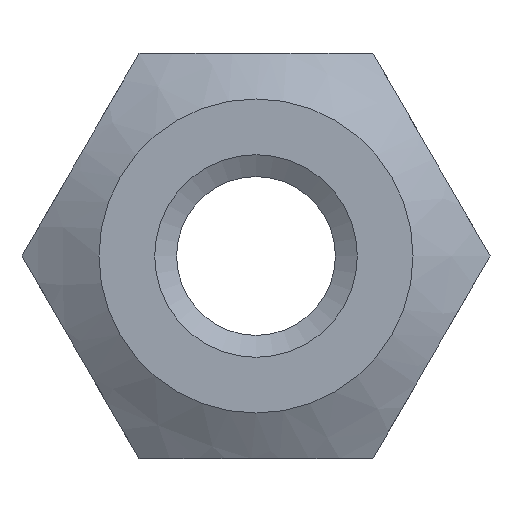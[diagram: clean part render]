
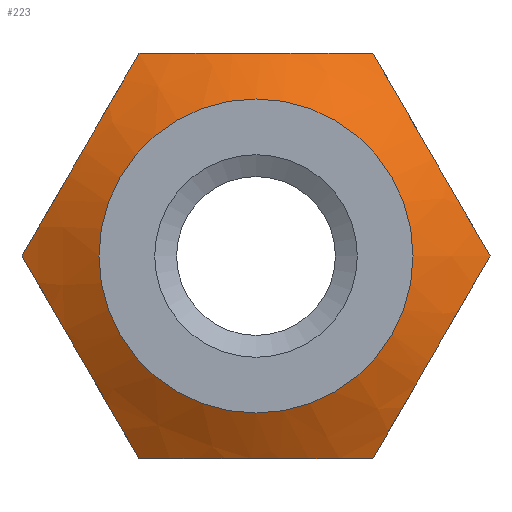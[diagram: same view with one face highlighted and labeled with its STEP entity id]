
A CAD part, left-side view. The second image highlights one B-rep face of the part: STEP entity #223.
In plain terms, the highlighted conical face has half-angle 60 degrees and reference radius 1.93 mm.
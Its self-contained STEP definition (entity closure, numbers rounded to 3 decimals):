
#15=(
BOUNDED_CURVE()
B_SPLINE_CURVE(2,(#360,#361,#362),.UNSPECIFIED.,.F.,.F.)
B_SPLINE_CURVE_WITH_KNOTS((3,3),(0.,0.234),.UNSPECIFIED.)
CURVE()
GEOMETRIC_REPRESENTATION_ITEM()
RATIONAL_B_SPLINE_CURVE((1.,1.155,1.))
REPRESENTATION_ITEM('')
);
#16=(
BOUNDED_CURVE()
B_SPLINE_CURVE(2,(#364,#365,#366),.UNSPECIFIED.,.F.,.F.)
B_SPLINE_CURVE_WITH_KNOTS((3,3),(0.,0.234),.UNSPECIFIED.)
CURVE()
GEOMETRIC_REPRESENTATION_ITEM()
RATIONAL_B_SPLINE_CURVE((1.,1.155,1.))
REPRESENTATION_ITEM('')
);
#17=(
BOUNDED_CURVE()
B_SPLINE_CURVE(2,(#368,#369,#370),.UNSPECIFIED.,.F.,.F.)
B_SPLINE_CURVE_WITH_KNOTS((3,3),(0.,0.234),.UNSPECIFIED.)
CURVE()
GEOMETRIC_REPRESENTATION_ITEM()
RATIONAL_B_SPLINE_CURVE((1.,1.155,1.))
REPRESENTATION_ITEM('')
);
#18=(
BOUNDED_CURVE()
B_SPLINE_CURVE(2,(#372,#373,#374),.UNSPECIFIED.,.F.,.F.)
B_SPLINE_CURVE_WITH_KNOTS((3,3),(0.,0.234),.UNSPECIFIED.)
CURVE()
GEOMETRIC_REPRESENTATION_ITEM()
RATIONAL_B_SPLINE_CURVE((1.,1.155,1.))
REPRESENTATION_ITEM('')
);
#19=(
BOUNDED_CURVE()
B_SPLINE_CURVE(2,(#376,#377,#378),.UNSPECIFIED.,.F.,.F.)
B_SPLINE_CURVE_WITH_KNOTS((3,3),(0.,0.234),.UNSPECIFIED.)
CURVE()
GEOMETRIC_REPRESENTATION_ITEM()
RATIONAL_B_SPLINE_CURVE((1.,1.155,1.))
REPRESENTATION_ITEM('')
);
#20=(
BOUNDED_CURVE()
B_SPLINE_CURVE(2,(#380,#381,#382),.UNSPECIFIED.,.F.,.F.)
B_SPLINE_CURVE_WITH_KNOTS((3,3),(0.,0.234),.UNSPECIFIED.)
CURVE()
GEOMETRIC_REPRESENTATION_ITEM()
RATIONAL_B_SPLINE_CURVE((1.,1.155,1.))
REPRESENTATION_ITEM('')
);
#43=FACE_OUTER_BOUND('',#58,.T.);
#58=EDGE_LOOP('',(#170,#171,#172,#173,#174,#175,#176,#177,#178,#179));
#69=LINE('',#379,#80);
#80=VECTOR('',#308,1.93);
#92=CIRCLE('',#258,1.55);
#93=CIRCLE('',#259,1.55);
#101=VERTEX_POINT('',#344);
#102=VERTEX_POINT('',#345);
#106=VERTEX_POINT('',#358);
#107=VERTEX_POINT('',#359);
#108=VERTEX_POINT('',#363);
#109=VERTEX_POINT('',#367);
#110=VERTEX_POINT('',#371);
#111=VERTEX_POINT('',#375);
#124=EDGE_CURVE('',#101,#102,#92,.T.);
#125=EDGE_CURVE('',#102,#101,#93,.T.);
#130=EDGE_CURVE('',#106,#107,#15,.T.);
#131=EDGE_CURVE('',#108,#106,#16,.T.);
#132=EDGE_CURVE('',#109,#108,#17,.T.);
#133=EDGE_CURVE('',#110,#109,#18,.T.);
#134=EDGE_CURVE('',#111,#110,#19,.T.);
#135=EDGE_CURVE('',#111,#102,#69,.T.);
#136=EDGE_CURVE('',#107,#111,#20,.T.);
#170=ORIENTED_EDGE('',*,*,#130,.F.);
#171=ORIENTED_EDGE('',*,*,#131,.F.);
#172=ORIENTED_EDGE('',*,*,#132,.F.);
#173=ORIENTED_EDGE('',*,*,#133,.F.);
#174=ORIENTED_EDGE('',*,*,#134,.F.);
#175=ORIENTED_EDGE('',*,*,#135,.T.);
#176=ORIENTED_EDGE('',*,*,#124,.F.);
#177=ORIENTED_EDGE('',*,*,#125,.F.);
#178=ORIENTED_EDGE('',*,*,#135,.F.);
#179=ORIENTED_EDGE('',*,*,#136,.F.);
#216=CONICAL_SURFACE('',#265,1.93,1.047);
#223=ADVANCED_FACE('',(#43),#216,.T.);
#258=AXIS2_PLACEMENT_3D('',#346,#291,#292);
#259=AXIS2_PLACEMENT_3D('',#347,#293,#294);
#265=AXIS2_PLACEMENT_3D('',#357,#306,#307);
#291=DIRECTION('center_axis',(-1.,0.,0.));
#292=DIRECTION('ref_axis',(0.,1.,0.));
#293=DIRECTION('center_axis',(-1.,0.,0.));
#294=DIRECTION('ref_axis',(0.,1.,0.));
#306=DIRECTION('center_axis',(1.,0.,0.));
#307=DIRECTION('ref_axis',(0.,1.,0.));
#308=DIRECTION('',(-0.5,0.866,0.));
#344=CARTESIAN_POINT('',(0.,1.55,0.));
#345=CARTESIAN_POINT('',(0.,-1.55,0.));
#346=CARTESIAN_POINT('Origin',(0.,0.,0.));
#347=CARTESIAN_POINT('Origin',(0.,0.,0.));
#357=CARTESIAN_POINT('Origin',(0.219,0.,0.));
#358=CARTESIAN_POINT('',(0.438,1.155,2.));
#359=CARTESIAN_POINT('',(0.438,-1.155,2.));
#360=CARTESIAN_POINT('Ctrl Pts',(0.438,1.155,2.));
#361=CARTESIAN_POINT('Ctrl Pts',(0.105,0.,2.));
#362=CARTESIAN_POINT('Ctrl Pts',(0.438,-1.155,2.));
#363=CARTESIAN_POINT('',(0.438,2.309,0.));
#364=CARTESIAN_POINT('Ctrl Pts',(0.438,2.309,0.));
#365=CARTESIAN_POINT('Ctrl Pts',(0.105,1.732,1.));
#366=CARTESIAN_POINT('Ctrl Pts',(0.438,1.155,2.));
#367=CARTESIAN_POINT('',(0.438,1.155,-2.));
#368=CARTESIAN_POINT('Ctrl Pts',(0.438,1.155,-2.));
#369=CARTESIAN_POINT('Ctrl Pts',(0.105,1.732,-1.));
#370=CARTESIAN_POINT('Ctrl Pts',(0.438,2.309,0.));
#371=CARTESIAN_POINT('',(0.438,-1.155,-2.));
#372=CARTESIAN_POINT('Ctrl Pts',(0.438,-1.155,-2.));
#373=CARTESIAN_POINT('Ctrl Pts',(0.105,0.,
-2.));
#374=CARTESIAN_POINT('Ctrl Pts',(0.438,1.155,-2.));
#375=CARTESIAN_POINT('',(0.438,-2.309,0.));
#376=CARTESIAN_POINT('Ctrl Pts',(0.438,-2.309,0.));
#377=CARTESIAN_POINT('Ctrl Pts',(0.105,-1.732,-1.));
#378=CARTESIAN_POINT('Ctrl Pts',(0.438,-1.155,-2.));
#379=CARTESIAN_POINT('',(0.219,-1.93,0.));
#380=CARTESIAN_POINT('Ctrl Pts',(0.438,-1.155,2.));
#381=CARTESIAN_POINT('Ctrl Pts',(0.105,-1.732,1.));
#382=CARTESIAN_POINT('Ctrl Pts',(0.438,-2.309,0.));
